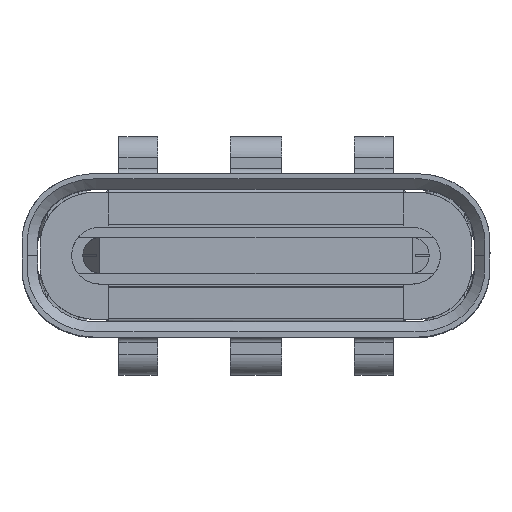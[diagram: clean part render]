
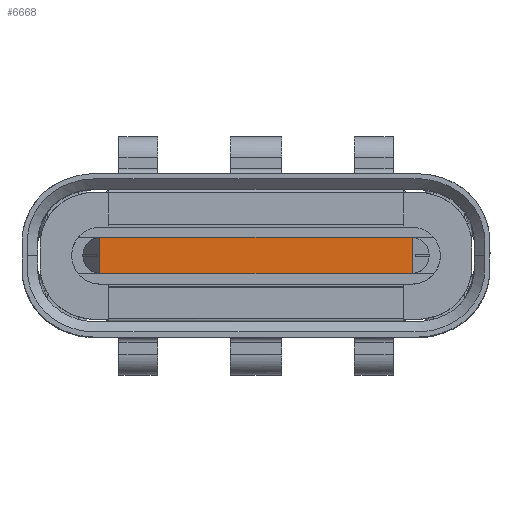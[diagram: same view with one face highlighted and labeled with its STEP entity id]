
A CAD part, top view. The second image highlights one B-rep face of the part: STEP entity #6668.
In plain terms, the highlighted planar face has unit normal (0, 0, 1).
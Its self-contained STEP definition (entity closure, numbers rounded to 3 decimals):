
#671=(
BOUNDED_CURVE()
B_SPLINE_CURVE(2,(#51886,#51887,#51888),.UNSPECIFIED.,.F.,.F.)
B_SPLINE_CURVE_WITH_KNOTS((3,3),(0.,0.023),.UNSPECIFIED.)
CURVE()
GEOMETRIC_REPRESENTATION_ITEM()
RATIONAL_B_SPLINE_CURVE((1.,0.999,1.))
REPRESENTATION_ITEM('')
);
#673=(
BOUNDED_CURVE()
B_SPLINE_CURVE(2,(#51904,#51905,#51906),.UNSPECIFIED.,.F.,.F.)
B_SPLINE_CURVE_WITH_KNOTS((3,3),(0.,0.023),.UNSPECIFIED.)
CURVE()
GEOMETRIC_REPRESENTATION_ITEM()
RATIONAL_B_SPLINE_CURVE((1.,0.999,1.))
REPRESENTATION_ITEM('')
);
#676=(
BOUNDED_CURVE()
B_SPLINE_CURVE(2,(#51957,#51958,#51959),.UNSPECIFIED.,.F.,.F.)
B_SPLINE_CURVE_WITH_KNOTS((3,3),(-0.023,0.),.UNSPECIFIED.)
CURVE()
GEOMETRIC_REPRESENTATION_ITEM()
RATIONAL_B_SPLINE_CURVE((1.,0.999,1.))
REPRESENTATION_ITEM('')
);
#678=(
BOUNDED_CURVE()
B_SPLINE_CURVE(2,(#51963,#51964,#51965),.UNSPECIFIED.,.F.,.F.)
B_SPLINE_CURVE_WITH_KNOTS((3,3),(0.,0.023),.UNSPECIFIED.)
CURVE()
GEOMETRIC_REPRESENTATION_ITEM()
RATIONAL_B_SPLINE_CURVE((1.,0.999,1.))
REPRESENTATION_ITEM('')
);
#6668=ADVANCED_FACE('',(#8364),#33473,.T.);
#8364=FACE_OUTER_BOUND('',#10095,.T.);
#10095=EDGE_LOOP('',(#17600,#17601,#17602,#17603,#17604,#17605,#17606,#17607));
#17600=ORIENTED_EDGE('',*,*,#23909,.F.);
#17601=ORIENTED_EDGE('',*,*,#23930,.T.);
#17602=ORIENTED_EDGE('',*,*,#23935,.T.);
#17603=ORIENTED_EDGE('',*,*,#22646,.T.);
#17604=ORIENTED_EDGE('',*,*,#23937,.F.);
#17605=ORIENTED_EDGE('',*,*,#23922,.F.);
#17606=ORIENTED_EDGE('',*,*,#23914,.F.);
#17607=ORIENTED_EDGE('',*,*,#22474,.T.);
#22474=EDGE_CURVE('',#30950,#30949,#27037,.T.);
#22646=EDGE_CURVE('',#31080,#31079,#27193,.T.);
#23909=EDGE_CURVE('',#31848,#30949,#671,.T.);
#23914=EDGE_CURVE('',#30950,#31851,#673,.T.);
#23922=EDGE_CURVE('',#31851,#31856,#28296,.T.);
#23930=EDGE_CURVE('',#31848,#31861,#28304,.T.);
#23935=EDGE_CURVE('',#31861,#31080,#676,.T.);
#23937=EDGE_CURVE('',#31856,#31079,#678,.T.);
#27037=B_SPLINE_CURVE_WITH_KNOTS('',1,(#48640,#48641),.UNSPECIFIED.,.F.,
 .F.,(2,2),(-5.99,0.),.UNSPECIFIED.);
#27193=B_SPLINE_CURVE_WITH_KNOTS('',1,(#49016,#49017),.UNSPECIFIED.,.F.,
 .F.,(2,2),(-5.99,0.),.UNSPECIFIED.);
#28296=B_SPLINE_CURVE_WITH_KNOTS('',1,(#51925,#51926),.UNSPECIFIED.,.F.,
 .F.,(2,2),(0.,0.698),.UNSPECIFIED.);
#28304=B_SPLINE_CURVE_WITH_KNOTS('',1,(#51945,#51946),.UNSPECIFIED.,.F.,
 .F.,(2,2),(0.,0.698),.UNSPECIFIED.);
#30949=VERTEX_POINT('',#46575);
#30950=VERTEX_POINT('',#46576);
#31079=VERTEX_POINT('',#46705);
#31080=VERTEX_POINT('',#46706);
#31848=VERTEX_POINT('',#47474);
#31851=VERTEX_POINT('',#47477);
#31856=VERTEX_POINT('',#47482);
#31861=VERTEX_POINT('',#47487);
#33473=PLANE('',#34981);
#34981=AXIS2_PLACEMENT_3D('',#46156,#36567,$);
#36567=DIRECTION('',(0.,0.,1.));
#46156=CARTESIAN_POINT('',(-3.682,-1.08,6.55));
#46575=CARTESIAN_POINT('',(-2.995,0.35,6.55));
#46576=CARTESIAN_POINT('',(2.995,0.35,6.55));
#46705=CARTESIAN_POINT('',(2.995,-0.35,6.55));
#46706=CARTESIAN_POINT('',(-2.995,-0.35,6.55));
#47474=CARTESIAN_POINT('',(-3.018,0.349,6.55));
#47477=CARTESIAN_POINT('',(3.018,0.349,6.55));
#47482=CARTESIAN_POINT('',(3.018,-0.349,6.55));
#47487=CARTESIAN_POINT('',(-3.018,-0.349,6.55));
#48640=CARTESIAN_POINT('',(2.995,0.35,6.55));
#48641=CARTESIAN_POINT('',(-2.995,0.35,6.55));
#49016=CARTESIAN_POINT('',(-2.995,-0.35,6.55));
#49017=CARTESIAN_POINT('',(2.995,-0.35,6.55));
#51886=CARTESIAN_POINT('',(-3.018,0.349,6.55));
#51887=CARTESIAN_POINT('',(-3.007,0.35,6.55));
#51888=CARTESIAN_POINT('',(-2.995,0.35,6.55));
#51904=CARTESIAN_POINT('',(2.995,0.35,6.55));
#51905=CARTESIAN_POINT('',(3.007,0.35,6.55));
#51906=CARTESIAN_POINT('',(3.018,0.349,6.55));
#51925=CARTESIAN_POINT('',(3.018,0.349,6.55));
#51926=CARTESIAN_POINT('',(3.018,-0.349,6.55));
#51945=CARTESIAN_POINT('',(-3.018,0.349,6.55));
#51946=CARTESIAN_POINT('',(-3.018,-0.349,6.55));
#51957=CARTESIAN_POINT('',(-3.018,-0.349,6.55));
#51958=CARTESIAN_POINT('',(-3.007,-0.35,6.55));
#51959=CARTESIAN_POINT('',(-2.995,-0.35,6.55));
#51963=CARTESIAN_POINT('',(3.018,-0.349,6.55));
#51964=CARTESIAN_POINT('',(3.007,-0.35,6.55));
#51965=CARTESIAN_POINT('',(2.995,-0.35,6.55));
